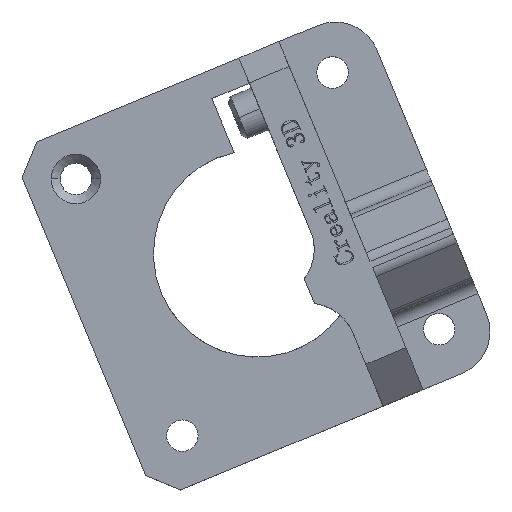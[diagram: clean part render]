
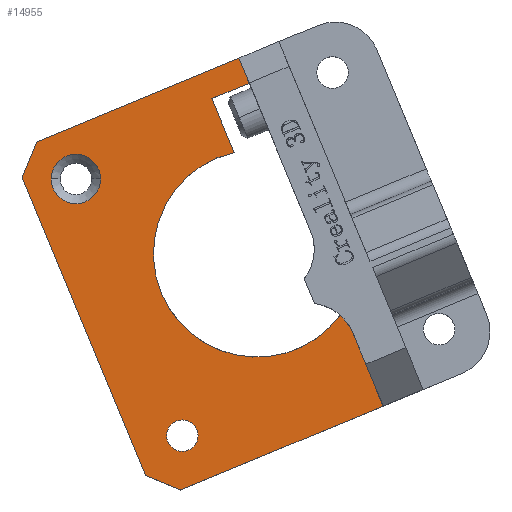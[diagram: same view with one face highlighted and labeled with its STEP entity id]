
A CAD part, top view. The second image highlights one B-rep face of the part: STEP entity #14955.
In plain terms, the highlighted planar face has unit normal (0, 0, 1).
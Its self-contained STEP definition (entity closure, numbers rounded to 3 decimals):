
#53 = AXIS2_PLACEMENT_3D ( 'NONE', #4370, #2739, #14669 ) ;
#211 = VECTOR ( 'NONE', #6999, 1000. ) ;
#221 = DIRECTION ( 'NONE',  ( 1., 0., 0. ) ) ;
#266 = EDGE_CURVE ( 'NONE', #19645, #16914, #2615, .T. ) ;
#833 = VERTEX_POINT ( 'NONE', #1406 ) ;
#957 = EDGE_CURVE ( 'NONE', #7792, #14205, #9799, .T. ) ;
#985 = EDGE_CURVE ( 'NONE', #2744, #11340, #4730, .T. ) ;
#1056 = CARTESIAN_POINT ( 'NONE',  ( 16.81, -26.913, 0.973 ) ) ;
#1134 = EDGE_CURVE ( 'NONE', #13289, #4898, #6631, .T. ) ;
#1233 = VERTEX_POINT ( 'NONE', #6804 ) ;
#1282 = CARTESIAN_POINT ( 'NONE',  ( 14.322, -20.913, 0.973 ) ) ;
#1324 = AXIS2_PLACEMENT_3D ( 'NONE', #20623, #10428, #221 ) ;
#1406 = CARTESIAN_POINT ( 'NONE',  ( -3.603, -29.869, 0.973 ) ) ;
#1426 = FACE_OUTER_BOUND ( 'NONE', #3913, .T. ) ;
#1499 = ORIENTED_EDGE ( 'NONE', *, *, #266, .T. ) ;
#1623 = CIRCLE ( 'NONE', #1324, 2.759 ) ;
#1686 = CARTESIAN_POINT ( 'NONE',  ( 28.643, -45.077, 0.973 ) ) ;
#1795 = ORIENTED_EDGE ( 'NONE', *, *, #16972, .T. ) ;
#2203 = DIRECTION ( 'NONE',  ( -0.383, 0.924, 0. ) ) ;
#2263 = AXIS2_PLACEMENT_3D ( 'NONE', #3480, #15412, #5200 ) ;
#2615 = CIRCLE ( 'NONE', #6487, 11.557 ) ;
#2619 = VECTOR ( 'NONE', #19995, 1000. ) ;
#2739 = DIRECTION ( 'NONE',  ( 0., 0., 1. ) ) ;
#2744 = VERTEX_POINT ( 'NONE', #4987 ) ;
#3150 = DIRECTION ( 'NONE',  ( -0.924, -0.383, 0. ) ) ;
#3170 = ORIENTED_EDGE ( 'NONE', *, *, #957, .T. ) ;
#3199 = VERTEX_POINT ( 'NONE', #6562 ) ;
#3210 = AXIS2_PLACEMENT_3D ( 'NONE', #19749, #9546, #21454 ) ;
#3480 = CARTESIAN_POINT ( 'NONE',  ( 11.03, -58.505, 0.973 ) ) ;
#3913 = EDGE_LOOP ( 'NONE', ( #6479, #10897, #19431, #19646, #7534, #3170, #15565, #21655, #1499, #21805, #1795, #19191 ) ) ;
#4370 = CARTESIAN_POINT ( 'NONE',  ( 19.366, -38.184, 0.973 ) ) ;
#4730 = LINE ( 'NONE', #20523, #211 ) ;
#4898 = VERTEX_POINT ( 'NONE', #8752 ) ;
#4987 = CARTESIAN_POINT ( 'NONE',  ( 17.34, -16.404, 0.973 ) ) ;
#5200 = DIRECTION ( 'NONE',  ( 1., 0., 0. ) ) ;
#5430 = EDGE_CURVE ( 'NONE', #14205, #11134, #11203, .T. ) ;
#5889 = CARTESIAN_POINT ( 'NONE',  ( 19.366, -38.184, 0.973 ) ) ;
#5972 = FACE_BOUND ( 'NONE', #14252, .T. ) ;
#6252 = DIRECTION ( 'NONE',  ( -0.382, -0.924, 0. ) ) ;
#6316 = DIRECTION ( 'NONE',  ( 0., 0., 1. ) ) ;
#6474 = LINE ( 'NONE', #1282, #15528 ) ;
#6479 = ORIENTED_EDGE ( 'NONE', *, *, #8191, .F. ) ;
#6487 = AXIS2_PLACEMENT_3D ( 'NONE', #19595, #9379, #21287 ) ;
#6562 = CARTESIAN_POINT ( 'NONE',  ( 14.322, -20.913, 0.973 ) ) ;
#6631 = LINE ( 'NONE', #18448, #2619 ) ;
#6804 = CARTESIAN_POINT ( 'NONE',  ( -6.847, -29.681, 0.973 ) ) ;
#6999 = DIRECTION ( 'NONE',  ( 0.383, -0.924, 0. ) ) ;
#7117 = DIRECTION ( 'NONE',  ( 0., 0., -1. ) ) ;
#7530 = VERTEX_POINT ( 'NONE', #16629 ) ;
#7534 = ORIENTED_EDGE ( 'NONE', *, *, #11079, .F. ) ;
#7607 = LINE ( 'NONE', #19099, #16652 ) ;
#7614 = DIRECTION ( 'NONE',  ( -0.924, -0.383, 0. ) ) ;
#7737 = VECTOR ( 'NONE', #12910, 1000. ) ;
#7792 = VERTEX_POINT ( 'NONE', #9233 ) ;
#7971 = EDGE_LOOP ( 'NONE', ( #21823, #18246 ) ) ;
#8123 = CIRCLE ( 'NONE', #14665, 11.557 ) ;
#8191 = EDGE_CURVE ( 'NONE', #9096, #2744, #8244, .T. ) ;
#8244 = LINE ( 'NONE', #9551, #7737 ) ;
#8384 = EDGE_CURVE ( 'NONE', #16914, #3199, #9046, .T. ) ;
#8752 = CARTESIAN_POINT ( 'NONE',  ( 10.863, -64.558, 0.973 ) ) ;
#9046 = LINE ( 'NONE', #10135, #18116 ) ;
#9096 = VERTEX_POINT ( 'NONE', #9782 ) ;
#9162 = CARTESIAN_POINT ( 'NONE',  ( 8.69, -42.611, 0.973 ) ) ;
#9233 = CARTESIAN_POINT ( 'NONE',  ( 33.428, -55.201, 0.973 ) ) ;
#9289 = EDGE_CURVE ( 'NONE', #833, #16774, #21775, .T. ) ;
#9379 = DIRECTION ( 'NONE',  ( 0., 0., -1. ) ) ;
#9546 = DIRECTION ( 'NONE',  ( 0., 0., 1. ) ) ;
#9551 = CARTESIAN_POINT ( 'NONE',  ( 11.362, -18.883, 0.973 ) ) ;
#9782 = CARTESIAN_POINT ( 'NONE',  ( -5.225, -25.761, 0.973 ) ) ;
#9799 = LINE ( 'NONE', #17033, #20467 ) ;
#10135 = CARTESIAN_POINT ( 'NONE',  ( 16.991, -27.35, 0.973 ) ) ;
#10262 = LINE ( 'NONE', #15087, #10806 ) ;
#10428 = DIRECTION ( 'NONE',  ( 0., 0., -1. ) ) ;
#10493 = FACE_BOUND ( 'NONE', #7971, .T. ) ;
#10635 = EDGE_CURVE ( 'NONE', #11134, #19645, #8123, .T. ) ;
#10806 = VECTOR ( 'NONE', #3150, 1000. ) ;
#10897 = ORIENTED_EDGE ( 'NONE', *, *, #21340, .T. ) ;
#11079 = EDGE_CURVE ( 'NONE', #7792, #4898, #10262, .T. ) ;
#11134 = VERTEX_POINT ( 'NONE', #1686 ) ;
#11203 = CIRCLE ( 'NONE', #11591, 5.327 ) ;
#11246 = EDGE_CURVE ( 'NONE', #13289, #1233, #7607, .T. ) ;
#11295 = CARTESIAN_POINT ( 'NONE',  ( -6.019, -27.681, 0.973 ) ) ;
#11340 = VERTEX_POINT ( 'NONE', #19531 ) ;
#11573 = LINE ( 'NONE', #11295, #15034 ) ;
#11591 = AXIS2_PLACEMENT_3D ( 'NONE', #16494, #6316, #18207 ) ;
#11978 = EDGE_CURVE ( 'NONE', #7530, #12244, #14514, .T. ) ;
#12127 = CARTESIAN_POINT ( 'NONE',  ( 12.789, -58.505, 0.973 ) ) ;
#12244 = VERTEX_POINT ( 'NONE', #12127 ) ;
#12666 = CARTESIAN_POINT ( 'NONE',  ( 30.04, -47.031, 0.973 ) ) ;
#12910 = DIRECTION ( 'NONE',  ( 0.924, 0.383, 0. ) ) ;
#13289 = VERTEX_POINT ( 'NONE', #16202 ) ;
#14035 = EDGE_CURVE ( 'NONE', #16774, #833, #1623, .T. ) ;
#14205 = VERTEX_POINT ( 'NONE', #12666 ) ;
#14252 = EDGE_LOOP ( 'NONE', ( #15463, #22009 ) ) ;
#14514 = CIRCLE ( 'NONE', #2263, 1.759 ) ;
#14665 = AXIS2_PLACEMENT_3D ( 'NONE', #5889, #17800, #7614 ) ;
#14669 = DIRECTION ( 'NONE',  ( 0.924, 0.383, 0. ) ) ;
#14955 = ADVANCED_FACE ( 'NONE', ( #5972, #10493, #1426 ), #21406, .T. ) ;
#15034 = VECTOR ( 'NONE', #6252, 1000. ) ;
#15087 = CARTESIAN_POINT ( 'NONE',  ( 7.898, -65.787, 0.973 ) ) ;
#15412 = DIRECTION ( 'NONE',  ( 0., 0., 1. ) ) ;
#15463 = ORIENTED_EDGE ( 'NONE', *, *, #14035, .T. ) ;
#15528 = VECTOR ( 'NONE', #21726, 1000. ) ;
#15565 = ORIENTED_EDGE ( 'NONE', *, *, #5430, .T. ) ;
#16202 = CARTESIAN_POINT ( 'NONE',  ( 6.943, -62.936, 0.973 ) ) ;
#16494 = CARTESIAN_POINT ( 'NONE',  ( 25.12, -49.072, 0.973 ) ) ;
#16582 = CIRCLE ( 'NONE', #3210, 1.759 ) ;
#16629 = CARTESIAN_POINT ( 'NONE',  ( 9.271, -58.505, 0.973 ) ) ;
#16652 = VECTOR ( 'NONE', #2203, 1000. ) ;
#16774 = VERTEX_POINT ( 'NONE', #19392 ) ;
#16881 = EDGE_CURVE ( 'NONE', #12244, #7530, #16582, .T. ) ;
#16914 = VERTEX_POINT ( 'NONE', #1056 ) ;
#16972 = EDGE_CURVE ( 'NONE', #3199, #11340, #6474, .T. ) ;
#17033 = CARTESIAN_POINT ( 'NONE',  ( 25.344, -35.705, 0.973 ) ) ;
#17309 = CARTESIAN_POINT ( 'NONE',  ( -0.845, -29.869, 0.973 ) ) ;
#17800 = DIRECTION ( 'NONE',  ( 0., 0., -1. ) ) ;
#17917 = AXIS2_PLACEMENT_3D ( 'NONE', #17309, #7117, #19012 ) ;
#18116 = VECTOR ( 'NONE', #20338, 1000. ) ;
#18207 = DIRECTION ( 'NONE',  ( 0.924, 0.383, 0. ) ) ;
#18246 = ORIENTED_EDGE ( 'NONE', *, *, #11978, .F. ) ;
#18448 = CARTESIAN_POINT ( 'NONE',  ( 8.806, -63.706, 0.973 ) ) ;
#18755 = DIRECTION ( 'NONE',  ( -0.383, 0.924, 0. ) ) ;
#19012 = DIRECTION ( 'NONE',  ( 1., 0., 0. ) ) ;
#19099 = CARTESIAN_POINT ( 'NONE',  ( 8.092, -65.707, 0.973 ) ) ;
#19191 = ORIENTED_EDGE ( 'NONE', *, *, #985, .F. ) ;
#19392 = CARTESIAN_POINT ( 'NONE',  ( 1.914, -29.869, 0.973 ) ) ;
#19431 = ORIENTED_EDGE ( 'NONE', *, *, #11246, .F. ) ;
#19531 = CARTESIAN_POINT ( 'NONE',  ( 18.492, -19.184, 0.973 ) ) ;
#19595 = CARTESIAN_POINT ( 'NONE',  ( 19.366, -38.184, 0.973 ) ) ;
#19645 = VERTEX_POINT ( 'NONE', #9162 ) ;
#19646 = ORIENTED_EDGE ( 'NONE', *, *, #1134, .T. ) ;
#19749 = CARTESIAN_POINT ( 'NONE',  ( 11.03, -58.505, 0.973 ) ) ;
#19995 = DIRECTION ( 'NONE',  ( 0.924, -0.382, 0. ) ) ;
#20338 = DIRECTION ( 'NONE',  ( -0.383, 0.924, 0. ) ) ;
#20467 = VECTOR ( 'NONE', #18755, 1000. ) ;
#20523 = CARTESIAN_POINT ( 'NONE',  ( 33.428, -55.201, 0.973 ) ) ;
#20623 = CARTESIAN_POINT ( 'NONE',  ( -0.845, -29.869, 0.973 ) ) ;
#21287 = DIRECTION ( 'NONE',  ( -0.924, -0.383, 0. ) ) ;
#21340 = EDGE_CURVE ( 'NONE', #9096, #1233, #11573, .T. ) ;
#21406 = PLANE ( 'NONE',  #53 ) ;
#21454 = DIRECTION ( 'NONE',  ( 1., 0., 0. ) ) ;
#21655 = ORIENTED_EDGE ( 'NONE', *, *, #10635, .T. ) ;
#21726 = DIRECTION ( 'NONE',  ( 0.924, 0.383, 0. ) ) ;
#21775 = CIRCLE ( 'NONE', #17917, 2.759 ) ;
#21805 = ORIENTED_EDGE ( 'NONE', *, *, #8384, .T. ) ;
#21823 = ORIENTED_EDGE ( 'NONE', *, *, #16881, .F. ) ;
#22009 = ORIENTED_EDGE ( 'NONE', *, *, #9289, .T. ) ;
